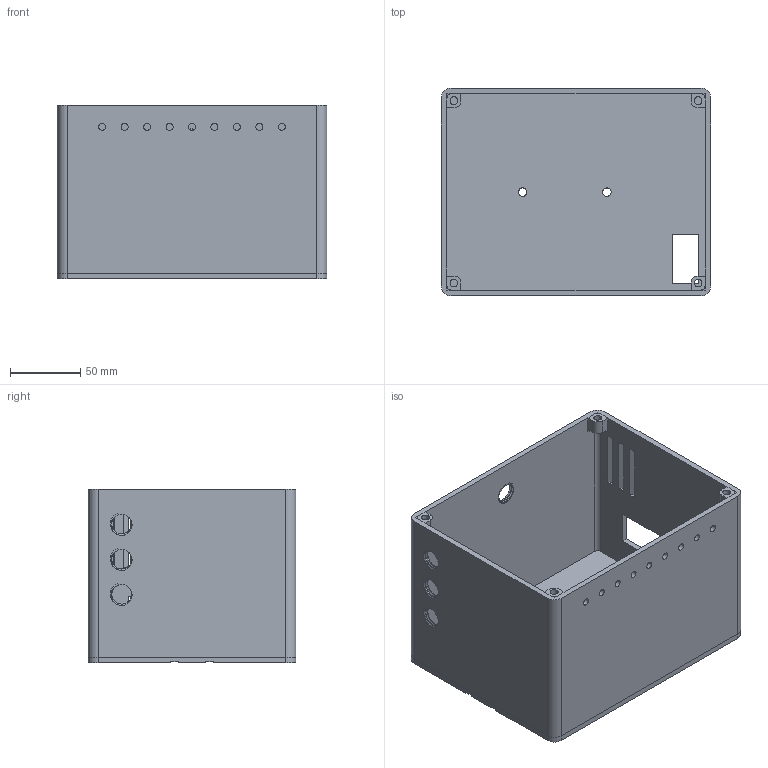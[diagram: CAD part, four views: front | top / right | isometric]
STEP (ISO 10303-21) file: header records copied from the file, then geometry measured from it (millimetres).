
FILE_DESCRIPTION(('FreeCAD Model'),'2;1');
FILE_NAME('Open CASCADE Shape Model','2024-12-08T09:18:23',(''),(''), 'Open CASCADE STEP processor 7.8','FreeCAD','Unknown');
FILE_SCHEMA(('AUTOMOTIVE_DESIGN { 1 0 10303 214 1 1 1 1 }'));
Length unit declared in the file: millimetre
Products named in the file (1): Control1MainBox
Bounding box: 192 x 148 x 124 mm (x, y, z)
Volume: 415840.4 mm3; surface area: 216457.2 mm2
Topology: 1 solids, 1 shells, 158 faces, 421 edges, 266 vertices
Faces by surface type: plane 71, cylinder 47, bspline 36, cone 4
Full cylindrical faces by diameter (mm): 5 x9, 5.6 x4, 6 x2, 14.038 x8
Entity records: 19086 total; most frequent: CARTESIAN_POINT 10946, DIRECTION 1363, LINE 911, VECTOR 911, ORIENTED_EDGE 842, PCURVE 842, DEFINITIONAL_REPRESENTATION 842, EDGE_CURVE 421
